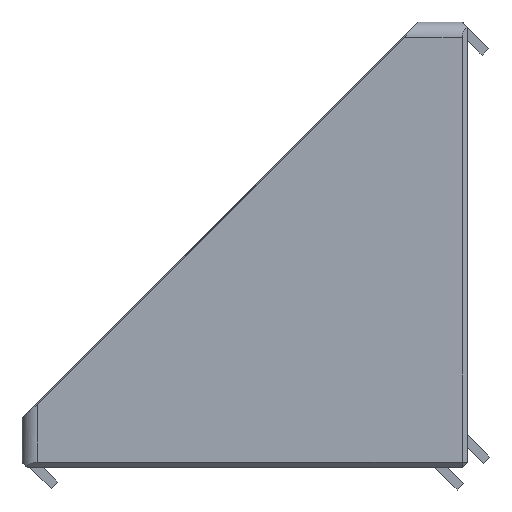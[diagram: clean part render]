
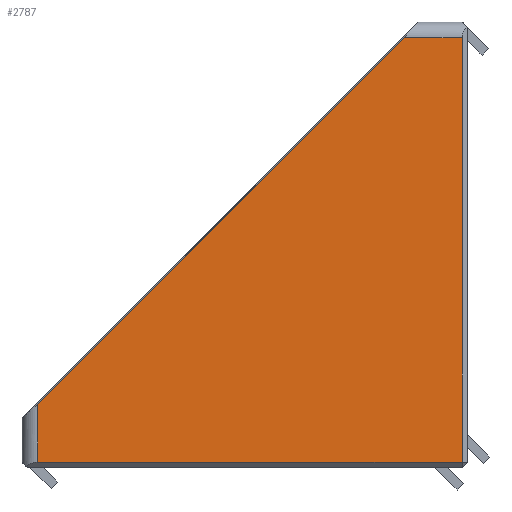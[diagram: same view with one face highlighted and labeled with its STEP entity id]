
A CAD part, left-side view. The second image highlights one B-rep face of the part: STEP entity #2787.
In plain terms, the highlighted planar face has unit normal (-1, 0, 0).
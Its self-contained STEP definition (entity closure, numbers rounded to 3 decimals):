
#27 = VECTOR ( 'NONE', #683, 1000. ) ;
#83 = CARTESIAN_POINT ( 'NONE',  ( -44., 40., -86. ) ) ;
#100 = CARTESIAN_POINT ( 'NONE',  ( -44., 40., -73.924 ) ) ;
#360 = LINE ( 'NONE', #83, #27 ) ;
#683 = DIRECTION ( 'NONE',  ( 0., 0., -1. ) ) ;
#868 = DIRECTION ( 'NONE',  ( 0., -1., 0. ) ) ;
#915 = PLANE ( 'NONE',  #5148 ) ;
#1027 = LINE ( 'NONE', #4955, #5773 ) ;
#1037 = VERTEX_POINT ( 'NONE', #1487 ) ;
#1120 = VECTOR ( 'NONE', #5110, 1000. ) ;
#1344 = ORIENTED_EDGE ( 'NONE', *, *, #2721, .T. ) ;
#1423 = DIRECTION ( 'NONE',  ( -1., 0., 0. ) ) ;
#1424 = ORIENTED_EDGE ( 'NONE', *, *, #5412, .T. ) ;
#1487 = CARTESIAN_POINT ( 'NONE',  ( -44., 40., -85. ) ) ;
#1553 = CARTESIAN_POINT ( 'NONE',  ( -44., 43., -3. ) ) ;
#2037 = CARTESIAN_POINT ( 'NONE',  ( -44., -42., -85. ) ) ;
#2429 = CARTESIAN_POINT ( 'NONE',  ( -44., -30.924, -3. ) ) ;
#2654 = VERTEX_POINT ( 'NONE', #6005 ) ;
#2669 = ORIENTED_EDGE ( 'NONE', *, *, #4221, .T. ) ;
#2721 = EDGE_CURVE ( 'NONE', #5527, #2654, #1027, .T. ) ;
#2777 = VERTEX_POINT ( 'NONE', #2429 ) ;
#2787 = ADVANCED_FACE ( 'NONE', ( #6492 ), #915, .T. ) ;
#2909 = VERTEX_POINT ( 'NONE', #100 ) ;
#3047 = VECTOR ( 'NONE', #4549, 1000. ) ;
#3472 = DIRECTION ( 'NONE',  ( 0., 0.707, -0.707 ) ) ;
#3853 = VECTOR ( 'NONE', #3472, 1000. ) ;
#3978 = CARTESIAN_POINT ( 'NONE',  ( -44., -43., -85. ) ) ;
#4221 = EDGE_CURVE ( 'NONE', #2909, #1037, #360, .T. ) ;
#4435 = LINE ( 'NONE', #3978, #3047 ) ;
#4437 = CARTESIAN_POINT ( 'NONE',  ( -44., 43., -86. ) ) ;
#4549 = DIRECTION ( 'NONE',  ( 0., -1., 0. ) ) ;
#4587 = LINE ( 'NONE', #1553, #1120 ) ;
#4765 = ORIENTED_EDGE ( 'NONE', *, *, #6059, .T. ) ;
#4955 = CARTESIAN_POINT ( 'NONE',  ( -44., -42., -86. ) ) ;
#5110 = DIRECTION ( 'NONE',  ( 0., 1., 0. ) ) ;
#5148 = AXIS2_PLACEMENT_3D ( 'NONE', #4437, #1423, #868 ) ;
#5248 = ORIENTED_EDGE ( 'NONE', *, *, #6613, .T. ) ;
#5399 = EDGE_LOOP ( 'NONE', ( #5248, #4765, #2669, #1424, #1344 ) ) ;
#5412 = EDGE_CURVE ( 'NONE', #1037, #5527, #4435, .T. ) ;
#5527 = VERTEX_POINT ( 'NONE', #2037 ) ;
#5562 = CARTESIAN_POINT ( 'NONE',  ( -44., 47.538, -81.462 ) ) ;
#5773 = VECTOR ( 'NONE', #6027, 1000. ) ;
#6005 = CARTESIAN_POINT ( 'NONE',  ( -44., -42., -3. ) ) ;
#6027 = DIRECTION ( 'NONE',  ( 0., 0., 1. ) ) ;
#6059 = EDGE_CURVE ( 'NONE', #2777, #2909, #6355, .T. ) ;
#6355 = LINE ( 'NONE', #5562, #3853 ) ;
#6492 = FACE_OUTER_BOUND ( 'NONE', #5399, .T. ) ;
#6613 = EDGE_CURVE ( 'NONE', #2654, #2777, #4587, .T. ) ;
